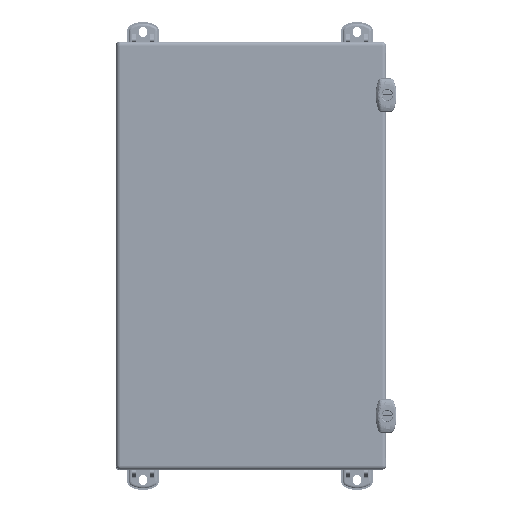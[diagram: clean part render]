
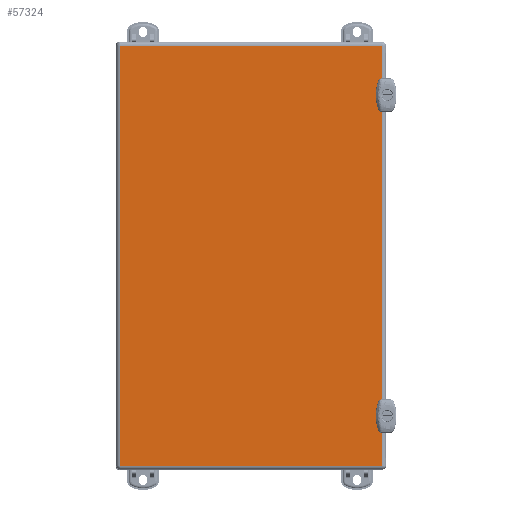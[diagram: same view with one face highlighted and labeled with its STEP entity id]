
A CAD part, top view. The second image highlights one B-rep face of the part: STEP entity #57324.
In plain terms, the highlighted planar face has unit normal (0, 0, 1).
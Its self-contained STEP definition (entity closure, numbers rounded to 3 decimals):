
#4189=PLANE('',#62013);
#6175=FACE_OUTER_BOUND('',#9709,.T.);
#9709=EDGE_LOOP('',(#44225,#44226,#44227,#44228,#44229,#44230,#44231,#44232,
#44233,#44234,#44235,#44236,#44237,#44238,#44239,#44240));
#13835=LINE('',#96784,#18581);
#13838=LINE('',#96792,#18584);
#13841=LINE('',#96806,#18587);
#13868=LINE('',#96896,#18614);
#13873=LINE('',#96911,#18619);
#13876=LINE('',#96917,#18622);
#13879=LINE('',#96928,#18625);
#13883=LINE('',#96943,#18629);
#13887=LINE('',#96953,#18633);
#14058=LINE('',#97489,#18804);
#14060=LINE('',#97499,#18806);
#14061=LINE('',#97505,#18807);
#18581=VECTOR('',#70396,0.394);
#18584=VECTOR('',#70403,0.394);
#18587=VECTOR('',#70412,0.394);
#18614=VECTOR('',#70491,0.394);
#18619=VECTOR('',#70506,0.394);
#18622=VECTOR('',#70511,0.394);
#18625=VECTOR('',#70522,0.394);
#18629=VECTOR('',#70540,0.394);
#18633=VECTOR('',#70552,0.394);
#18804=VECTOR('',#70939,0.394);
#18806=VECTOR('',#70951,0.394);
#18807=VECTOR('',#70962,0.394);
#22145=CIRCLE('',#61875,0.03);
#22147=CIRCLE('',#61879,0.03);
#22149=CIRCLE('',#61882,0.03);
#22151=CIRCLE('',#61886,0.03);
#25545=VERTEX_POINT('',#96781);
#25546=VERTEX_POINT('',#96783);
#25548=VERTEX_POINT('',#96789);
#25549=VERTEX_POINT('',#96791);
#25553=VERTEX_POINT('',#96804);
#25581=VERTEX_POINT('',#96893);
#25582=VERTEX_POINT('',#96895);
#25587=VERTEX_POINT('',#96909);
#25589=VERTEX_POINT('',#96915);
#25591=VERTEX_POINT('',#96921);
#25593=VERTEX_POINT('',#96927);
#25595=VERTEX_POINT('',#96936);
#25597=VERTEX_POINT('',#96942);
#25599=VERTEX_POINT('',#96948);
#25738=VERTEX_POINT('',#97483);
#25743=VERTEX_POINT('',#97497);
#32052=EDGE_CURVE('',#25546,#25545,#13835,.T.);
#32056=EDGE_CURVE('',#25548,#25549,#13838,.T.);
#32062=EDGE_CURVE('',#25553,#25545,#13841,.T.);
#32104=EDGE_CURVE('',#25582,#25581,#13868,.T.);
#32112=EDGE_CURVE('',#25587,#25581,#13873,.T.);
#32115=EDGE_CURVE('',#25548,#25589,#13876,.T.);
#32117=EDGE_CURVE('',#25591,#25546,#22145,.T.);
#32120=EDGE_CURVE('',#25593,#25591,#13879,.T.);
#32123=EDGE_CURVE('',#25589,#25593,#22147,.T.);
#32125=EDGE_CURVE('',#25595,#25582,#22149,.T.);
#32128=EDGE_CURVE('',#25597,#25595,#13883,.T.);
#32131=EDGE_CURVE('',#25599,#25597,#22151,.T.);
#32134=EDGE_CURVE('',#25553,#25599,#13887,.T.);
#32347=EDGE_CURVE('',#25549,#25738,#14058,.T.);
#32352=EDGE_CURVE('',#25743,#25587,#14060,.T.);
#32356=EDGE_CURVE('',#25738,#25743,#14061,.T.);
#44225=ORIENTED_EDGE('',*,*,#32052,.T.);
#44226=ORIENTED_EDGE('',*,*,#32062,.F.);
#44227=ORIENTED_EDGE('',*,*,#32134,.T.);
#44228=ORIENTED_EDGE('',*,*,#32131,.T.);
#44229=ORIENTED_EDGE('',*,*,#32128,.T.);
#44230=ORIENTED_EDGE('',*,*,#32125,.T.);
#44231=ORIENTED_EDGE('',*,*,#32104,.T.);
#44232=ORIENTED_EDGE('',*,*,#32112,.F.);
#44233=ORIENTED_EDGE('',*,*,#32352,.F.);
#44234=ORIENTED_EDGE('',*,*,#32356,.F.);
#44235=ORIENTED_EDGE('',*,*,#32347,.F.);
#44236=ORIENTED_EDGE('',*,*,#32056,.F.);
#44237=ORIENTED_EDGE('',*,*,#32115,.T.);
#44238=ORIENTED_EDGE('',*,*,#32123,.T.);
#44239=ORIENTED_EDGE('',*,*,#32120,.T.);
#44240=ORIENTED_EDGE('',*,*,#32117,.T.);
#57324=ADVANCED_FACE('',(#6175),#4189,.T.);
#61875=AXIS2_PLACEMENT_3D('',#96922,#70516,#70517);
#61879=AXIS2_PLACEMENT_3D('',#96932,#70528,#70529);
#61882=AXIS2_PLACEMENT_3D('',#96937,#70534,#70535);
#61886=AXIS2_PLACEMENT_3D('',#96949,#70546,#70547);
#62013=AXIS2_PLACEMENT_3D('',#97515,#70979,#70980);
#70396=DIRECTION('',(1.,0.,0.));
#70403=DIRECTION('',(0.,-1.,0.));
#70412=DIRECTION('',(0.,-1.,0.));
#70491=DIRECTION('',(1.,0.,0.));
#70506=DIRECTION('',(0.,-1.,0.));
#70511=DIRECTION('',(-1.,0.,0.));
#70516=DIRECTION('center_axis',(0.,0.,-1.));
#70517=DIRECTION('ref_axis',(0.,1.,0.));
#70522=DIRECTION('',(0.,1.,0.));
#70528=DIRECTION('center_axis',(0.,0.,-1.));
#70529=DIRECTION('ref_axis',(-1.,0.,0.));
#70534=DIRECTION('center_axis',(0.,0.,-1.));
#70535=DIRECTION('ref_axis',(0.,1.,0.));
#70540=DIRECTION('',(0.,1.,0.));
#70546=DIRECTION('center_axis',(0.,0.,-1.));
#70547=DIRECTION('ref_axis',(-1.,0.,0.));
#70552=DIRECTION('',(-1.,0.,0.));
#70939=DIRECTION('',(-1.,0.,0.));
#70951=DIRECTION('',(1.,0.,0.));
#70962=DIRECTION('',(0.,1.,0.));
#70979=DIRECTION('center_axis',(0.,0.,1.));
#70980=DIRECTION('ref_axis',(1.,0.,0.));
#96781=CARTESIAN_POINT('',(4.894,-5.438,0.053));
#96783=CARTESIAN_POINT('',(4.867,-5.438,0.053));
#96784=CARTESIAN_POINT('',(2.535,-5.438,0.053));
#96789=CARTESIAN_POINT('',(4.894,-6.563,0.053));
#96791=CARTESIAN_POINT('',(4.894,-7.854,0.053));
#96792=CARTESIAN_POINT('',(4.894,-3.927,0.053));
#96804=CARTESIAN_POINT('',(4.894,5.438,0.053));
#96806=CARTESIAN_POINT('',(4.894,-3.927,0.053));
#96893=CARTESIAN_POINT('',(4.894,6.563,0.053));
#96895=CARTESIAN_POINT('',(4.867,6.563,0.053));
#96896=CARTESIAN_POINT('',(2.535,6.563,0.053));
#96909=CARTESIAN_POINT('',(4.894,7.854,0.053));
#96911=CARTESIAN_POINT('',(4.894,-3.927,0.053));
#96915=CARTESIAN_POINT('',(4.867,-6.563,0.053));
#96917=CARTESIAN_POINT('',(2.433,-6.563,0.053));
#96921=CARTESIAN_POINT('',(4.837,-5.468,0.053));
#96922=CARTESIAN_POINT('Origin',(4.867,-5.468,0.053));
#96927=CARTESIAN_POINT('',(4.837,-6.533,0.053));
#96928=CARTESIAN_POINT('',(4.837,-2.734,0.053));
#96932=CARTESIAN_POINT('Origin',(4.867,-6.533,0.053));
#96936=CARTESIAN_POINT('',(4.837,6.533,0.053));
#96937=CARTESIAN_POINT('Origin',(4.867,6.533,0.053));
#96942=CARTESIAN_POINT('',(4.837,5.468,0.053));
#96943=CARTESIAN_POINT('',(4.837,3.266,0.053));
#96948=CARTESIAN_POINT('',(4.867,5.438,0.053));
#96949=CARTESIAN_POINT('Origin',(4.867,5.468,0.053));
#96953=CARTESIAN_POINT('',(2.433,5.438,0.053));
#97483=CARTESIAN_POINT('',(-4.894,-7.854,0.053));
#97489=CARTESIAN_POINT('',(-2.447,-7.854,0.053));
#97497=CARTESIAN_POINT('',(-4.894,7.854,0.053));
#97499=CARTESIAN_POINT('',(2.447,7.854,0.053));
#97505=CARTESIAN_POINT('',(-4.894,3.927,0.053));
#97515=CARTESIAN_POINT('Origin',(0.,0.,
0.053));
